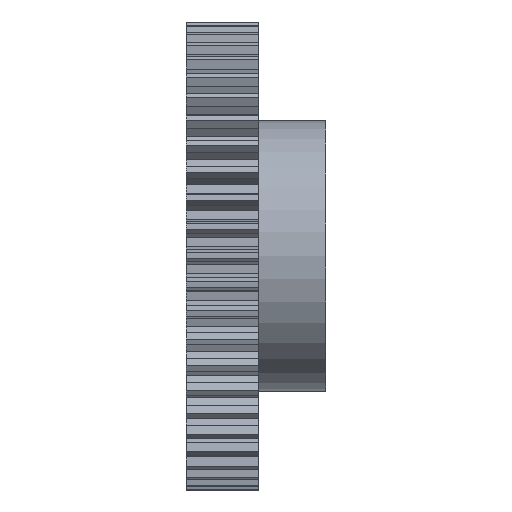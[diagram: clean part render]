
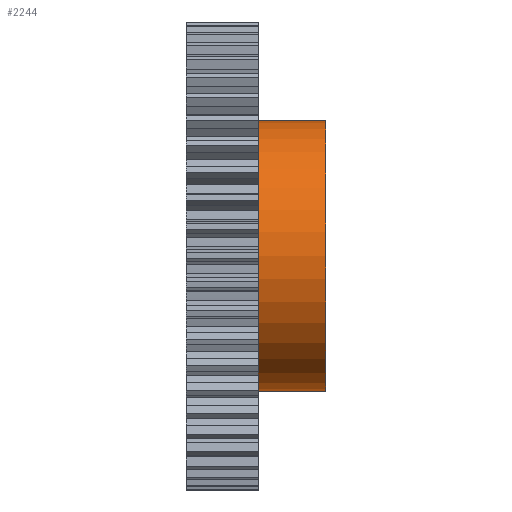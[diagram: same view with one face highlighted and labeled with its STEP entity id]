
A CAD part, top view. The second image highlights one B-rep face of the part: STEP entity #2244.
In plain terms, the highlighted cylindrical face has radius 30 mm (diameter 60 mm), a partial arc.
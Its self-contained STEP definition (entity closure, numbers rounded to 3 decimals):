
#2244 = ADVANCED_FACE( '', ( #5957 ), #5958, .T. );
#2332 = EDGE_CURVE( '', #2460, #4616, #6058, .T. );
#2390 = EDGE_CURVE( '', #2460, #3648, #6123, .T. );
#2460 = VERTEX_POINT( '', #6199 );
#3328 = EDGE_CURVE( '', #5490, #4616, #7137, .T. );
#3648 = VERTEX_POINT( '', #7494 );
#4428 = EDGE_CURVE( '', #3648, #5490, #8330, .T. );
#4616 = VERTEX_POINT( '', #8529 );
#5490 = VERTEX_POINT( '', #9470 );
#5957 = FACE_OUTER_BOUND( '', #10108, .T. );
#5958 = CYLINDRICAL_SURFACE( '', #10109, 30. );
#6058 = CIRCLE( '', #10241, 30. );
#6123 = LINE( '', #10326, #10327 );
#6199 = CARTESIAN_POINT( '', ( 8., -30., 0. ) );
#7137 = LINE( '', #11762, #11763 );
#7494 = CARTESIAN_POINT( '', ( 23., -30., 0. ) );
#8330 = CIRCLE( '', #13421, 30. );
#8529 = CARTESIAN_POINT( '', ( 8., 30., 0. ) );
#9470 = CARTESIAN_POINT( '', ( 23., 30., 0. ) );
#10108 = EDGE_LOOP( '', ( #15843, #15844, #15845, #15846 ) );
#10109 = AXIS2_PLACEMENT_3D( '', #15847, #15848, #15849 );
#10241 = AXIS2_PLACEMENT_3D( '', #15971, #15972, #15973 );
#10326 = CARTESIAN_POINT( '', ( 15.5, -30., 0. ) );
#10327 = VECTOR( '', #16047, 1. );
#11762 = CARTESIAN_POINT( '', ( 15.5, 30., 0. ) );
#11763 = VECTOR( '', #16996, 1. );
#13421 = AXIS2_PLACEMENT_3D( '', #18423, #18424, #18425 );
#15843 = ORIENTED_EDGE( '', *, *, #3328, .T. );
#15844 = ORIENTED_EDGE( '', *, *, #2332, .F. );
#15845 = ORIENTED_EDGE( '', *, *, #2390, .T. );
#15846 = ORIENTED_EDGE( '', *, *, #4428, .T. );
#15847 = CARTESIAN_POINT( '', ( 15.5, 0., 0. ) );
#15848 = DIRECTION( '', ( 1., 0., 0. ) );
#15849 = DIRECTION( '', ( 0., 1., 0. ) );
#15971 = CARTESIAN_POINT( '', ( 8., 0., 0. ) );
#15972 = DIRECTION( '', ( -1., 0., 0. ) );
#15973 = DIRECTION( '', ( 0., 1., 0. ) );
#16047 = DIRECTION( '', ( 1., 0., 0. ) );
#16996 = DIRECTION( '', ( -1., 0., 0. ) );
#18423 = CARTESIAN_POINT( '', ( 23., 0., 0. ) );
#18424 = DIRECTION( '', ( -1., 0., 0. ) );
#18425 = DIRECTION( '', ( 0., 1., 0. ) );
